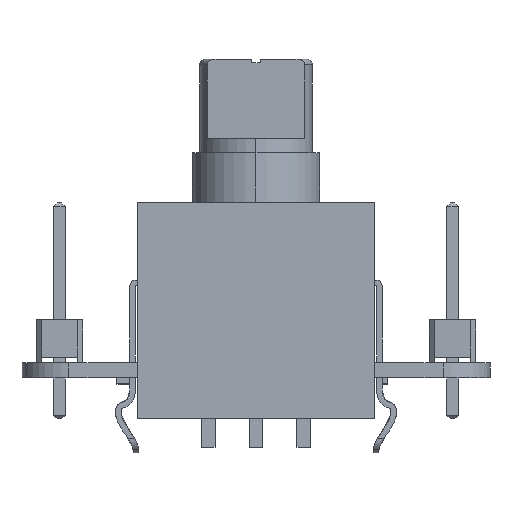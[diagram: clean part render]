
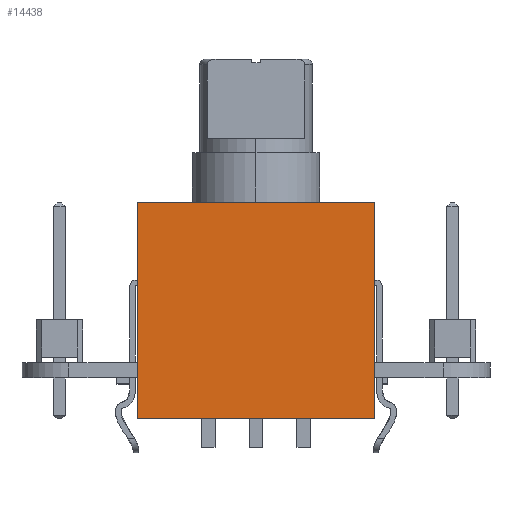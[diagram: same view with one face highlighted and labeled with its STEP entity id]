
A CAD part, front view. The second image highlights one B-rep face of the part: STEP entity #14438.
In plain terms, the highlighted planar face has unit normal (0, -1, 0).
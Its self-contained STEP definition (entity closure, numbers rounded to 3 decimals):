
#14438 = ADVANCED_FACE('',(#14439),#14473,.F.);
#14439 = FACE_BOUND('',#14440,.F.);
#14440 = EDGE_LOOP('',(#14441,#14451,#14459,#14467));
#14441 = ORIENTED_EDGE('',*,*,#14442,.T.);
#14442 = EDGE_CURVE('',#14443,#14445,#14447,.T.);
#14443 = VERTEX_POINT('',#14444);
#14444 = CARTESIAN_POINT('',(-6.35,-1.245,0.));
#14445 = VERTEX_POINT('',#14446);
#14446 = CARTESIAN_POINT('',(-6.35,-1.245,11.54));
#14447 = LINE('',#14448,#14449);
#14448 = CARTESIAN_POINT('',(-6.35,-1.245,0.));
#14449 = VECTOR('',#14450,1.);
#14450 = DIRECTION('',(0.,0.,1.));
#14451 = ORIENTED_EDGE('',*,*,#14452,.T.);
#14452 = EDGE_CURVE('',#14445,#14453,#14455,.T.);
#14453 = VERTEX_POINT('',#14454);
#14454 = CARTESIAN_POINT('',(6.35,-1.245,11.54));
#14455 = LINE('',#14456,#14457);
#14456 = CARTESIAN_POINT('',(-6.35,-1.245,11.54));
#14457 = VECTOR('',#14458,1.);
#14458 = DIRECTION('',(1.,0.,0.));
#14459 = ORIENTED_EDGE('',*,*,#14460,.F.);
#14460 = EDGE_CURVE('',#14461,#14453,#14463,.T.);
#14461 = VERTEX_POINT('',#14462);
#14462 = CARTESIAN_POINT('',(6.35,-1.245,0.));
#14463 = LINE('',#14464,#14465);
#14464 = CARTESIAN_POINT('',(6.35,-1.245,0.));
#14465 = VECTOR('',#14466,1.);
#14466 = DIRECTION('',(0.,0.,1.));
#14467 = ORIENTED_EDGE('',*,*,#14468,.F.);
#14468 = EDGE_CURVE('',#14443,#14461,#14469,.T.);
#14469 = LINE('',#14470,#14471);
#14470 = CARTESIAN_POINT('',(-6.35,-1.245,0.));
#14471 = VECTOR('',#14472,1.);
#14472 = DIRECTION('',(1.,0.,0.));
#14473 = PLANE('',#14474);
#14474 = AXIS2_PLACEMENT_3D('',#14475,#14476,#14477);
#14475 = CARTESIAN_POINT('',(-6.35,-1.245,0.));
#14476 = DIRECTION('',(0.,1.,0.));
#14477 = DIRECTION('',(1.,0.,0.));
